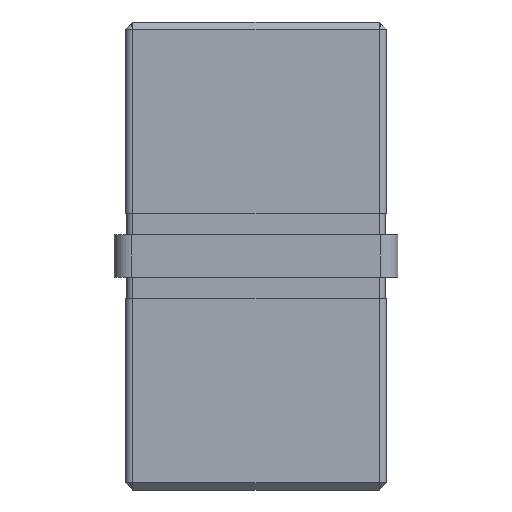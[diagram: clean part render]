
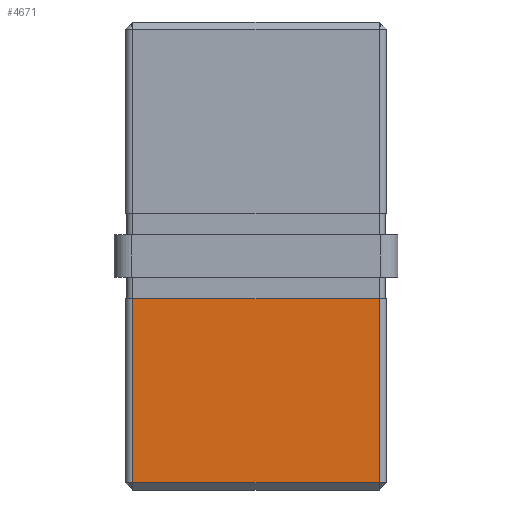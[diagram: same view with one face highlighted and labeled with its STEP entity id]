
A CAD part, left-side view. The second image highlights one B-rep face of the part: STEP entity #4671.
In plain terms, the highlighted planar face has unit normal (-1, 0, 0).
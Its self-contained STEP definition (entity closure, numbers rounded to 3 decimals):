
#989 = CARTESIAN_POINT ( 'NONE',  ( -28.4, 17.4, -32. ) ) ;
#1853 = VERTEX_POINT ( 'NONE', #19325 ) ;
#2687 = DIRECTION ( 'NONE',  ( -1., 0., 0. ) ) ;
#2839 = DIRECTION ( 'NONE',  ( 0., 0., 1. ) ) ;
#3160 = VECTOR ( 'NONE', #16897, 1000. ) ;
#3479 = EDGE_CURVE ( 'NONE', #4429, #19132, #11006, .T. ) ;
#4429 = VERTEX_POINT ( 'NONE', #989 ) ;
#4487 = LINE ( 'NONE', #5446, #13832 ) ;
#4671 = ADVANCED_FACE ( 'NONE', ( #7150 ), #20415, .T. ) ;
#5446 = CARTESIAN_POINT ( 'NONE',  ( -28.4, -17.4, -33. ) ) ;
#6863 = VECTOR ( 'NONE', #7883, 1000. ) ;
#7150 = FACE_OUTER_BOUND ( 'NONE', #16350, .T. ) ;
#7563 = ORIENTED_EDGE ( 'NONE', *, *, #8820, .T. ) ;
#7580 = ORIENTED_EDGE ( 'NONE', *, *, #3479, .T. ) ;
#7883 = DIRECTION ( 'NONE',  ( 0., 1., 0. ) ) ;
#8139 = VERTEX_POINT ( 'NONE', #13376 ) ;
#8548 = ORIENTED_EDGE ( 'NONE', *, *, #8622, .T. ) ;
#8622 = EDGE_CURVE ( 'NONE', #19132, #1853, #4487, .T. ) ;
#8820 = EDGE_CURVE ( 'NONE', #8139, #4429, #14598, .T. ) ;
#9111 = CARTESIAN_POINT ( 'NONE',  ( -28.4, 18.4, -32. ) ) ;
#10157 = LINE ( 'NONE', #12960, #6863 ) ;
#10285 = VECTOR ( 'NONE', #12452, 1000. ) ;
#11006 = LINE ( 'NONE', #9111, #3160 ) ;
#12376 = ORIENTED_EDGE ( 'NONE', *, *, #18333, .T. ) ;
#12452 = DIRECTION ( 'NONE',  ( 0., 0., -1. ) ) ;
#12960 = CARTESIAN_POINT ( 'NONE',  ( -28.4, 18.4, -6. ) ) ;
#13376 = CARTESIAN_POINT ( 'NONE',  ( -28.4, 17.4, -6. ) ) ;
#13832 = VECTOR ( 'NONE', #15203, 1000. ) ;
#14283 = AXIS2_PLACEMENT_3D ( 'NONE', #15628, #2687, #2839 ) ;
#14598 = LINE ( 'NONE', #20704, #10285 ) ;
#15203 = DIRECTION ( 'NONE',  ( 0., 0., 1. ) ) ;
#15628 = CARTESIAN_POINT ( 'NONE',  ( -28.4, 18.4, -33. ) ) ;
#16350 = EDGE_LOOP ( 'NONE', ( #8548, #12376, #7563, #7580 ) ) ;
#16897 = DIRECTION ( 'NONE',  ( 0., -1., 0. ) ) ;
#17392 = CARTESIAN_POINT ( 'NONE',  ( -28.4, -17.4, -32. ) ) ;
#18333 = EDGE_CURVE ( 'NONE', #1853, #8139, #10157, .T. ) ;
#19132 = VERTEX_POINT ( 'NONE', #17392 ) ;
#19325 = CARTESIAN_POINT ( 'NONE',  ( -28.4, -17.4, -6. ) ) ;
#20415 = PLANE ( 'NONE',  #14283 ) ;
#20704 = CARTESIAN_POINT ( 'NONE',  ( -28.4, 17.4, -33. ) ) ;
